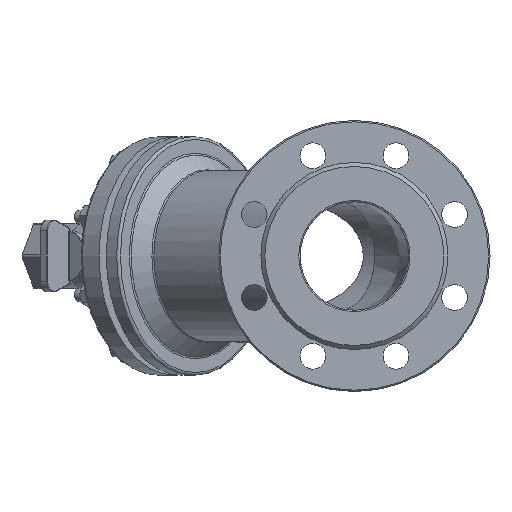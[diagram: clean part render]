
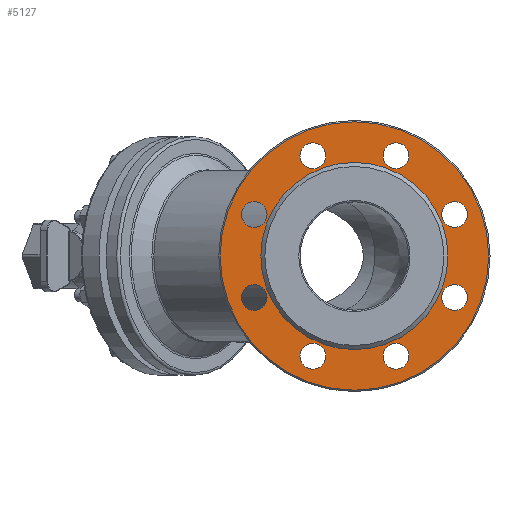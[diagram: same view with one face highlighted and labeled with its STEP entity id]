
A CAD part, left-side view. The second image highlights one B-rep face of the part: STEP entity #5127.
In plain terms, the highlighted face is planar.
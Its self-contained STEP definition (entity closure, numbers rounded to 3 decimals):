
#302=CIRCLE('',#5665,69.);
#303=CIRCLE('',#5667,99.);
#304=CIRCLE('',#5668,9.5);
#305=CIRCLE('',#5669,9.5);
#306=CIRCLE('',#5670,9.5);
#307=CIRCLE('',#5671,9.5);
#308=CIRCLE('',#5672,9.5);
#309=CIRCLE('',#5673,9.5);
#310=CIRCLE('',#5674,9.5);
#311=CIRCLE('',#5675,9.5);
#497=FACE_BOUND('',#1562,.T.);
#498=FACE_BOUND('',#1563,.T.);
#499=FACE_BOUND('',#1564,.T.);
#500=FACE_BOUND('',#1565,.T.);
#501=FACE_BOUND('',#1566,.T.);
#502=FACE_BOUND('',#1567,.T.);
#503=FACE_BOUND('',#1568,.T.);
#504=FACE_BOUND('',#1569,.T.);
#505=FACE_BOUND('',#1570,.T.);
#577=PLANE('',#5666);
#1212=FACE_OUTER_BOUND('',#1561,.T.);
#1561=EDGE_LOOP('',(#3840));
#1562=EDGE_LOOP('',(#3841));
#1563=EDGE_LOOP('',(#3842));
#1564=EDGE_LOOP('',(#3843));
#1565=EDGE_LOOP('',(#3844));
#1566=EDGE_LOOP('',(#3845));
#1567=EDGE_LOOP('',(#3846));
#1568=EDGE_LOOP('',(#3847));
#1569=EDGE_LOOP('',(#3848));
#1570=EDGE_LOOP('',(#3849));
#2232=VERTEX_POINT('',#9644);
#2233=VERTEX_POINT('',#9648);
#2234=VERTEX_POINT('',#9650);
#2235=VERTEX_POINT('',#9652);
#2236=VERTEX_POINT('',#9654);
#2237=VERTEX_POINT('',#9656);
#2238=VERTEX_POINT('',#9658);
#2239=VERTEX_POINT('',#9660);
#2240=VERTEX_POINT('',#9662);
#2241=VERTEX_POINT('',#9664);
#2809=EDGE_CURVE('',#2232,#2232,#302,.T.);
#2810=EDGE_CURVE('',#2233,#2233,#303,.T.);
#2811=EDGE_CURVE('',#2234,#2234,#304,.T.);
#2812=EDGE_CURVE('',#2235,#2235,#305,.T.);
#2813=EDGE_CURVE('',#2236,#2236,#306,.T.);
#2814=EDGE_CURVE('',#2237,#2237,#307,.T.);
#2815=EDGE_CURVE('',#2238,#2238,#308,.T.);
#2816=EDGE_CURVE('',#2239,#2239,#309,.T.);
#2817=EDGE_CURVE('',#2240,#2240,#310,.T.);
#2818=EDGE_CURVE('',#2241,#2241,#311,.T.);
#3840=ORIENTED_EDGE('',*,*,#2810,.F.);
#3841=ORIENTED_EDGE('',*,*,#2811,.F.);
#3842=ORIENTED_EDGE('',*,*,#2812,.F.);
#3843=ORIENTED_EDGE('',*,*,#2813,.F.);
#3844=ORIENTED_EDGE('',*,*,#2814,.F.);
#3845=ORIENTED_EDGE('',*,*,#2815,.F.);
#3846=ORIENTED_EDGE('',*,*,#2816,.F.);
#3847=ORIENTED_EDGE('',*,*,#2817,.F.);
#3848=ORIENTED_EDGE('',*,*,#2818,.F.);
#3849=ORIENTED_EDGE('',*,*,#2809,.F.);
#5127=ADVANCED_FACE('',(#1212,#497,#498,#499,#500,#501,#502,#503,#504,#505),
#577,.T.);
#5665=AXIS2_PLACEMENT_3D('',#9646,#6667,#6668);
#5666=AXIS2_PLACEMENT_3D('',#9647,#6669,#6670);
#5667=AXIS2_PLACEMENT_3D('',#9649,#6671,#6672);
#5668=AXIS2_PLACEMENT_3D('',#9651,#6673,#6674);
#5669=AXIS2_PLACEMENT_3D('',#9653,#6675,#6676);
#5670=AXIS2_PLACEMENT_3D('',#9655,#6677,#6678);
#5671=AXIS2_PLACEMENT_3D('',#9657,#6679,#6680);
#5672=AXIS2_PLACEMENT_3D('',#9659,#6681,#6682);
#5673=AXIS2_PLACEMENT_3D('',#9661,#6683,#6684);
#5674=AXIS2_PLACEMENT_3D('',#9663,#6685,#6686);
#5675=AXIS2_PLACEMENT_3D('',#9665,#6687,#6688);
#6667=DIRECTION('center_axis',(1.,0.,0.));
#6668=DIRECTION('ref_axis',(0.,0.,1.));
#6669=DIRECTION('center_axis',(1.,0.,0.));
#6670=DIRECTION('ref_axis',(0.,0.,-1.));
#6671=DIRECTION('center_axis',(-1.,0.,0.));
#6672=DIRECTION('ref_axis',(0.,1.,0.));
#6673=DIRECTION('center_axis',(1.,0.,0.));
#6674=DIRECTION('ref_axis',(0.,-1.,0.));
#6675=DIRECTION('center_axis',(1.,0.,0.));
#6676=DIRECTION('ref_axis',(0.,-1.,0.));
#6677=DIRECTION('center_axis',(1.,0.,0.));
#6678=DIRECTION('ref_axis',(0.,-1.,0.));
#6679=DIRECTION('center_axis',(1.,0.,0.));
#6680=DIRECTION('ref_axis',(0.,-1.,0.));
#6681=DIRECTION('center_axis',(1.,0.,0.));
#6682=DIRECTION('ref_axis',(0.,-1.,0.));
#6683=DIRECTION('center_axis',(1.,0.,0.));
#6684=DIRECTION('ref_axis',(0.,-1.,0.));
#6685=DIRECTION('center_axis',(1.,0.,0.));
#6686=DIRECTION('ref_axis',(0.,-1.,0.));
#6687=DIRECTION('center_axis',(1.,0.,0.));
#6688=DIRECTION('ref_axis',(0.,-1.,0.));
#9644=CARTESIAN_POINT('',(19.,0.,-69.));
#9646=CARTESIAN_POINT('Origin',(19.,0.,0.));
#9647=CARTESIAN_POINT('Origin',(19.,0.,0.));
#9648=CARTESIAN_POINT('',(19.,-99.,0.));
#9649=CARTESIAN_POINT('Origin',(19.,0.,0.));
#9650=CARTESIAN_POINT('',(19.,-21.115,-73.91));
#9651=CARTESIAN_POINT('Origin',(19.,-30.615,-73.91));
#9652=CARTESIAN_POINT('',(19.,-64.41,-30.615));
#9653=CARTESIAN_POINT('Origin',(19.,-73.91,-30.615));
#9654=CARTESIAN_POINT('',(19.,-64.41,30.615));
#9655=CARTESIAN_POINT('Origin',(19.,-73.91,30.615));
#9656=CARTESIAN_POINT('',(19.,-21.115,73.91));
#9657=CARTESIAN_POINT('Origin',(19.,-30.615,73.91));
#9658=CARTESIAN_POINT('',(19.,40.115,73.91));
#9659=CARTESIAN_POINT('Origin',(19.,30.615,73.91));
#9660=CARTESIAN_POINT('',(19.,83.41,30.615));
#9661=CARTESIAN_POINT('Origin',(19.,73.91,30.615));
#9662=CARTESIAN_POINT('',(19.,83.41,-30.615));
#9663=CARTESIAN_POINT('Origin',(19.,73.91,-30.615));
#9664=CARTESIAN_POINT('',(19.,40.115,-73.91));
#9665=CARTESIAN_POINT('Origin',(19.,30.615,-73.91));
